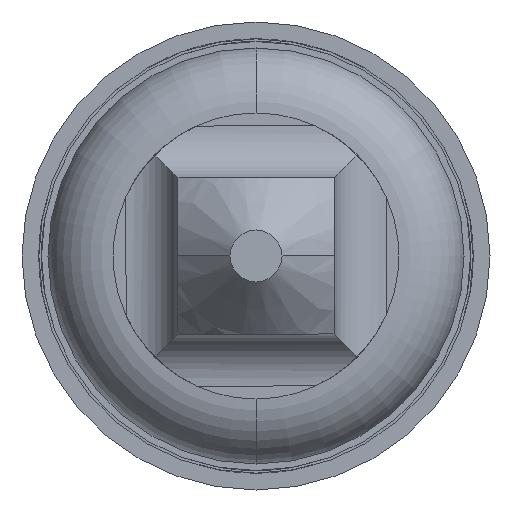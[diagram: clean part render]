
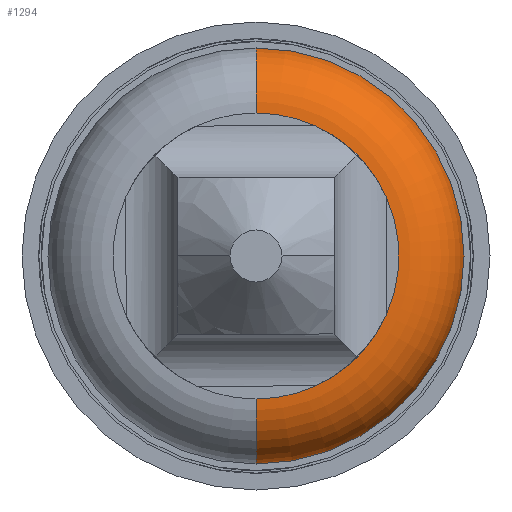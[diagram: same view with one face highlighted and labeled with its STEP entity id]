
A CAD part, front view. The second image highlights one B-rep face of the part: STEP entity #1294.
In plain terms, the highlighted toroidal (fillet/blend) face has major radius 0.55 mm and minor radius 0.25 mm.
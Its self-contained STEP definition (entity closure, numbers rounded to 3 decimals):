
#58 = CARTESIAN_POINT ( 'NONE',  ( 0.229, -28.6, -0.5 ) ) ;
#77 = CARTESIAN_POINT ( 'NONE',  ( 0., -28.35, -0.55 ) ) ;
#153 = DIRECTION ( 'NONE',  ( 0., 1., 0. ) ) ;
#155 = AXIS2_PLACEMENT_3D ( 'NONE', #77, #1960, #1542 ) ;
#290 = ORIENTED_EDGE ( 'NONE', *, *, #5099, .F. ) ;
#385 = CARTESIAN_POINT ( 'NONE',  ( 0., -28.35, -0.8 ) ) ;
#532 = VERTEX_POINT ( 'NONE', #3805 ) ;
#542 = DIRECTION ( 'NONE',  ( 0., 1., 0. ) ) ;
#584 = ORIENTED_EDGE ( 'NONE', *, *, #5509, .F. ) ;
#719 = DIRECTION ( 'NONE',  ( 0., 0., 1. ) ) ;
#822 = ORIENTED_EDGE ( 'NONE', *, *, #2246, .F. ) ;
#890 = AXIS2_PLACEMENT_3D ( 'NONE', #2564, #3906, #719 ) ;
#981 = CIRCLE ( 'NONE', #1571, 0.55 ) ;
#1070 = DIRECTION ( 'NONE',  ( 0., 0., 1. ) ) ;
#1194 = DIRECTION ( 'NONE',  ( 0., 0., 1. ) ) ;
#1232 = CIRCLE ( 'NONE', #1926, 0.8 ) ;
#1272 = CARTESIAN_POINT ( 'NONE',  ( 0.5, -28.6, -0.229 ) ) ;
#1294 = ADVANCED_FACE ( 'Defeature ausgef�hrt1_21', ( #4057 ), #2847, .T. ) ;
#1454 = EDGE_CURVE ( 'NONE', #1615, #5285, #3281, .T. ) ;
#1542 = DIRECTION ( 'NONE',  ( 0., 0., -1. ) ) ;
#1571 = AXIS2_PLACEMENT_3D ( 'NONE', #5389, #3969, #1194 ) ;
#1615 = VERTEX_POINT ( 'NONE', #4217 ) ;
#1655 = ORIENTED_EDGE ( 'NONE', *, *, #2353, .T. ) ;
#1786 = CIRCLE ( 'NONE', #4289, 0.55 ) ;
#1791 = VERTEX_POINT ( 'NONE', #3034 ) ;
#1905 = CARTESIAN_POINT ( 'NONE',  ( 0., -28.6, 0. ) ) ;
#1912 = AXIS2_PLACEMENT_3D ( 'NONE', #5321, #2094, #5786 ) ;
#1926 = AXIS2_PLACEMENT_3D ( 'NONE', #2068, #153, #1070 ) ;
#1960 = DIRECTION ( 'NONE',  ( 1., 0., 0. ) ) ;
#1966 = AXIS2_PLACEMENT_3D ( 'NONE', #2710, #3659, #3680 ) ;
#2068 = CARTESIAN_POINT ( 'NONE',  ( 0., -28.35, 0. ) ) ;
#2094 = DIRECTION ( 'NONE',  ( 0., -1., 0. ) ) ;
#2130 = CIRCLE ( 'NONE', #890, 0.25 ) ;
#2246 = EDGE_CURVE ( 'Defeature ausgef�hrt1_2+Defeature ausgef�hrt1_21+Defeature ausgef�hrt1_18+Defeature ausgef�hrt1_18', #1615, #3021, #981, .T. ) ;
#2328 = CARTESIAN_POINT ( 'NONE',  ( 0., -28.6, 0. ) ) ;
#2343 = CARTESIAN_POINT ( 'NONE',  ( 0., -28.6, 0.55 ) ) ;
#2353 = EDGE_CURVE ( 'Defeature ausgef�hrt1_21+Defeature ausgef�hrt1_8+Defeature ausgef�hrt1_13+Defeature ausgef�hrt1_3', #3728, #532, #1786, .T. ) ;
#2564 = CARTESIAN_POINT ( 'NONE',  ( 0., -28.35, 0.55 ) ) ;
#2592 = EDGE_CURVE ( 'Defeature ausgef�hrt1_13+Defeature ausgef�hrt1_21+Defeature ausgef�hrt1_17+Defeature ausgef�hrt1_17', #3728, #4119, #5872, .T. ) ;
#2669 = CIRCLE ( 'NONE', #3228, 0.55 ) ;
#2710 = CARTESIAN_POINT ( 'NONE',  ( 0., -28.6, 0. ) ) ;
#2777 = DIRECTION ( 'NONE',  ( 0., 0., 1. ) ) ;
#2836 = CIRCLE ( 'NONE', #1966, 0.55 ) ;
#2847 = TOROIDAL_SURFACE ( 'NONE', #3793, 0.55, 0.25 ) ;
#3021 = VERTEX_POINT ( 'NONE', #58 ) ;
#3034 = CARTESIAN_POINT ( 'NONE',  ( 0., -28.35, 0.8 ) ) ;
#3165 = DIRECTION ( 'NONE',  ( 0., 0., 1. ) ) ;
#3228 = AXIS2_PLACEMENT_3D ( 'NONE', #2328, #3693, #3165 ) ;
#3281 = CIRCLE ( 'NONE', #155, 0.25 ) ;
#3546 = EDGE_CURVE ( 'NONE', #4119, #1791, #2130, .T. ) ;
#3654 = EDGE_CURVE ( 'Defeature ausgef�hrt1_21+Defeature ausgef�hrt1_10+Defeature ausgef�hrt1_3+Defeature ausgef�hrt1_2', #4032, #3021, #2836, .T. ) ;
#3659 = DIRECTION ( 'NONE',  ( 0., 1., 0. ) ) ;
#3680 = DIRECTION ( 'NONE',  ( 0., 0., 1. ) ) ;
#3685 = DIRECTION ( 'NONE',  ( 0., 1., 0. ) ) ;
#3693 = DIRECTION ( 'NONE',  ( 0., -1., 0. ) ) ;
#3728 = VERTEX_POINT ( 'NONE', #4085 ) ;
#3793 = AXIS2_PLACEMENT_3D ( 'NONE', #4743, #542, #4391 ) ;
#3805 = CARTESIAN_POINT ( 'NONE',  ( 0.5, -28.6, 0.229 ) ) ;
#3906 = DIRECTION ( 'NONE',  ( -1., 0., 0. ) ) ;
#3969 = DIRECTION ( 'NONE',  ( 0., -1., 0. ) ) ;
#4032 = VERTEX_POINT ( 'NONE', #1272 ) ;
#4057 = FACE_OUTER_BOUND ( 'NONE', #5066, .T. ) ;
#4067 = ORIENTED_EDGE ( 'NONE', *, *, #1454, .T. ) ;
#4085 = CARTESIAN_POINT ( 'NONE',  ( 0.229, -28.6, 0.5 ) ) ;
#4119 = VERTEX_POINT ( 'NONE', #2343 ) ;
#4217 = CARTESIAN_POINT ( 'NONE',  ( 0., -28.6, -0.55 ) ) ;
#4289 = AXIS2_PLACEMENT_3D ( 'NONE', #1905, #3685, #2777 ) ;
#4391 = DIRECTION ( 'NONE',  ( 0., 0., 1. ) ) ;
#4426 = ORIENTED_EDGE ( 'NONE', *, *, #3546, .F. ) ;
#4743 = CARTESIAN_POINT ( 'NONE',  ( 0., -28.35, 0. ) ) ;
#4995 = ORIENTED_EDGE ( 'NONE', *, *, #2592, .F. ) ;
#5066 = EDGE_LOOP ( 'NONE', ( #822, #4067, #290, #4426, #4995, #1655, #584, #5656 ) ) ;
#5099 = EDGE_CURVE ( 'Defeature ausgef�hrt1_12+Defeature ausgef�hrt1_21+Defeature ausgef�hrt1_21+Defeature ausgef�hrt1_21', #1791, #5285, #1232, .T. ) ;
#5285 = VERTEX_POINT ( 'NONE', #385 ) ;
#5321 = CARTESIAN_POINT ( 'NONE',  ( 0., -28.6, 0. ) ) ;
#5389 = CARTESIAN_POINT ( 'NONE',  ( 0., -28.6, 0. ) ) ;
#5509 = EDGE_CURVE ( 'Defeature ausgef�hrt1_3+Defeature ausgef�hrt1_21+Defeature ausgef�hrt1_15+Defeature ausgef�hrt1_15', #4032, #532, #2669, .T. ) ;
#5656 = ORIENTED_EDGE ( 'NONE', *, *, #3654, .T. ) ;
#5786 = DIRECTION ( 'NONE',  ( 0., 0., 1. ) ) ;
#5872 = CIRCLE ( 'NONE', #1912, 0.55 ) ;
